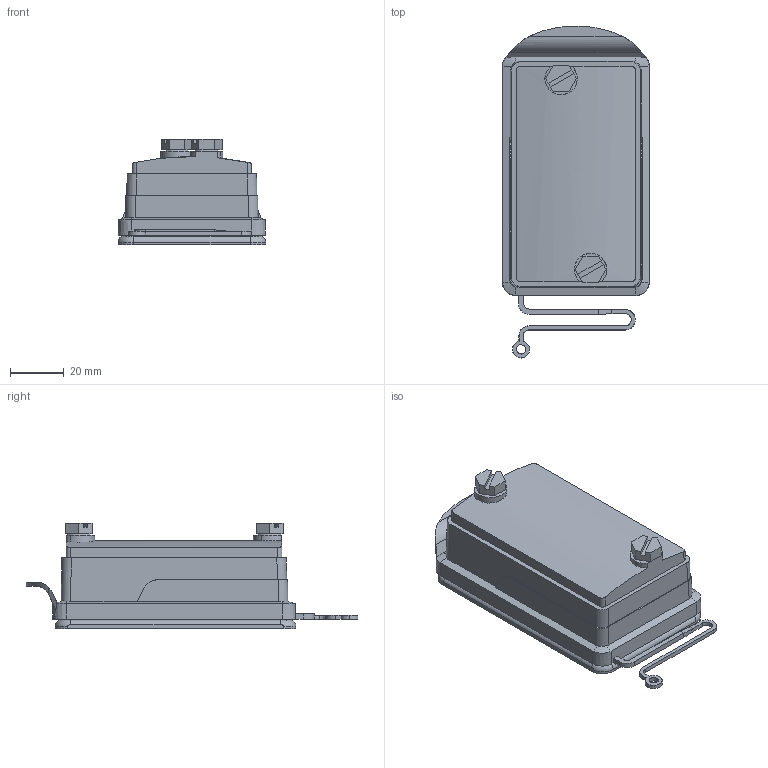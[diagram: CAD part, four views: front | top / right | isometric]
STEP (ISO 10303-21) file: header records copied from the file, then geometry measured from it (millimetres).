
FILE_DESCRIPTION(('CATIA V5 STEP Exchange','CAx-IF Rec.Pracs.--- Model Styling and Organization---1.4--- 2014-01-23'),'2;1');
FILE_NAME ('1201218-4_1', '2020-03-04T09:14:36+00:00', ('none'), ('Weidmueller'), 'CATIA Version 5-6 Release 2016 SP3 HF44', 'CATIA V5 STEP AP214', 'none');
FILE_SCHEMA(('AUTOMOTIVE_DESIGN { 1 0 10303 214 1 1 1 1 }'));
Length unit declared in the file: millimetre
Products named in the file (1): 2716810000
Bounding box: 54.84 x 123.43 x 39.3 mm (x, y, z)
Volume: 34403.3 mm3; surface area: 32041.9 mm2
Topology: 4 solids, 4 shells, 199 faces, 549 edges, 366 vertices
Faces by surface type: plane 101, cylinder 67, cone 17, torus 12, extrusion 2
Entity records: 6831 total; most frequent: CARTESIAN_POINT 2091, ORIENTED_EDGE 1098, DIRECTION 747, EDGE_CURVE 549, VERTEX_POINT 366, VECTOR 305, LINE 303, AXIS2_PLACEMENT_3D 267
